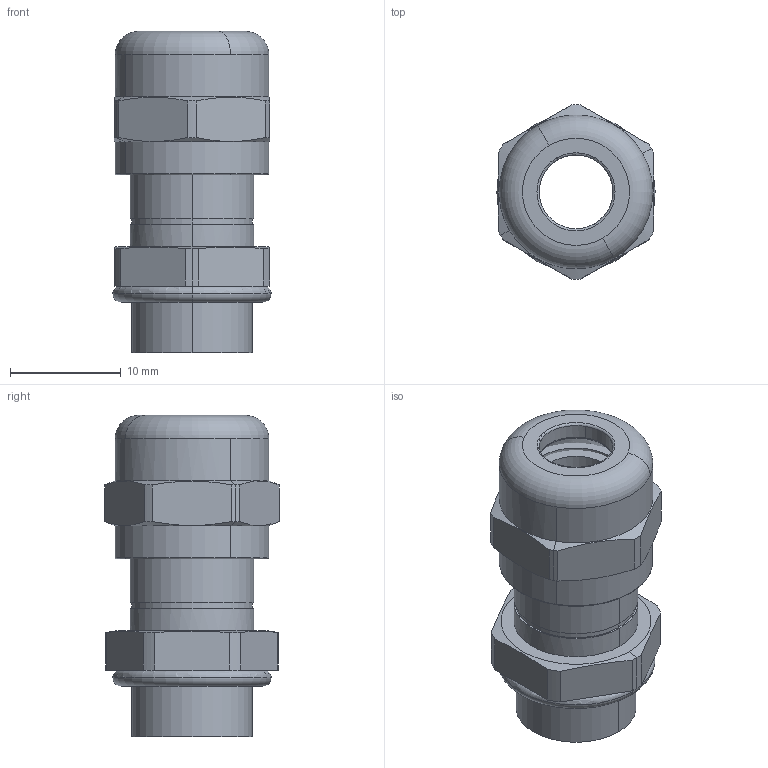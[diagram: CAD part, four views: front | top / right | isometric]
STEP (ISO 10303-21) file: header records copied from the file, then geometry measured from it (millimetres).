
FILE_DESCRIPTION(('CATIA V5R24 STEP','CAx-IF Rec.Pracs.--- Model Styling and Organization---1.2---2011-12-15'),'2;1');
FILE_NAME ('D1452855_0_1569060000_1569060000.stp','2018-03-27T12:14:04+00:00',('none'),('Weidmueller'),'CATIA Version 5-6 Release 2014 SP4 HF52','CATIA V5 STEP AP214','none');
FILE_SCHEMA(('AUTOMOTIVE_DESIGN { 1 0 10303 214 1 1 1 1 }'));
Length unit declared in the file: millimetre
Products named in the file (1): 17394_PG7
Bounding box: 14.27 x 15.72 x 28.97 mm (x, y, z)
Volume: 2083.6 mm3; surface area: 4065.2 mm2
Topology: 4 solids, 4 shells, 139 faces, 356 edges, 234 vertices
Faces by surface type: cylinder 64, torus 32, plane 29, cone 14
Entity records: 4471 total; most frequent: CARTESIAN_POINT 1170, ORIENTED_EDGE 712, DIRECTION 565, EDGE_CURVE 356, AXIS2_PLACEMENT_3D 337, VERTEX_POINT 234, CIRCLE 207, EDGE_LOOP 156
